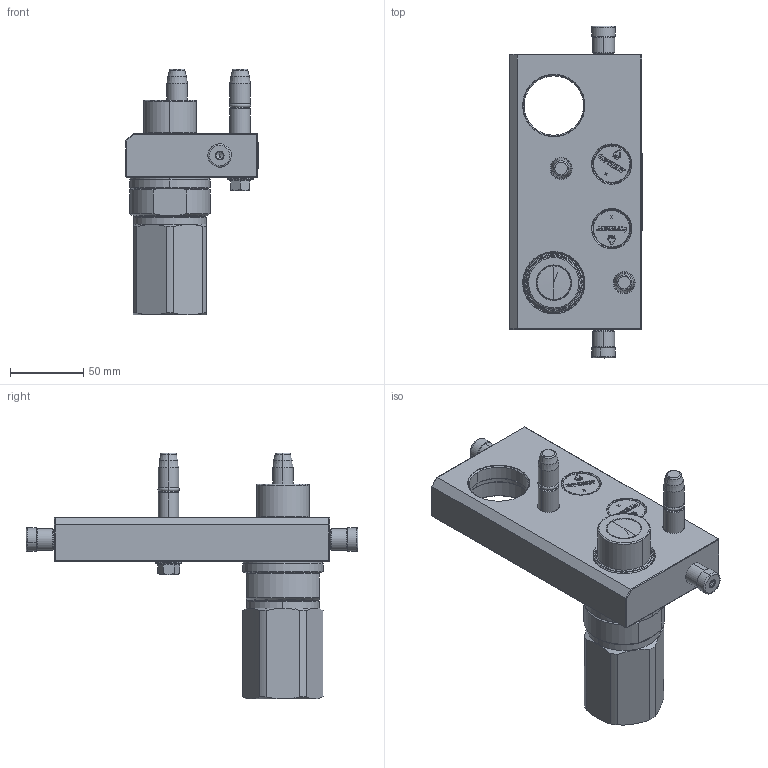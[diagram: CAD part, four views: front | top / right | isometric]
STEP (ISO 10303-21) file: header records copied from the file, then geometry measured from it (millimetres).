
FILE_DESCRIPTION (( 'STEP AP214' ), '1' );
FILE_NAME ('FASTER.step', '2025-03-07T20:54:46', ( '' ), ( '' ), 'SwSTEP 2.0', 'SolidWorks 2017', '' );
FILE_SCHEMA (( 'AUTOMOTIVE_DESIGN' ));
Length unit declared in the file: millimetre
Products named in the file (11): or2_62x9_19_m; 1540_080_0008_000.prt; TAPPO_12; 3ffnp1-1_sae_m; 4830_028_1000_011.prt; FASTER; P4A_M_BASE; 4830_021_0000_000.prt; et002; 4860_013_0000_000.prt; 4860_010_0003_000.prt
Assembly tree (16 placements, depth 3):
  FASTER
    P4A_M_BASE
      4860_010_0003_000.prt
      4830_021_0000_000.prt  x2
      or2_62x9_19_m  x2
      1540_080_0008_000.prt  x2
      4830_028_1000_011.prt  x2
      4860_013_0000_000.prt  x2
    3ffnp1-1_sae_m
    TAPPO_12  x2
    et002
Bounding box: 90.3 x 226.6 x 167.9 mm (x, y, z)
Volume: 25966.9 mm3; surface area: 157860.8 mm2
Topology: 7 solids, 33 shells, 2029 faces, 5237 edges, 3350 vertices
Faces by surface type: plane 1170, cylinder 389, cone 248, torus 160, bspline 62
Entity records: 60343 total; most frequent: CARTESIAN_POINT 15643, ORIENTED_EDGE 7630, DIRECTION 7114, EDGE_CURVE 3845, VECTOR 2616, LINE 2616, VERTEX_POINT 2464, AXIS2_PLACEMENT_3D 2249
